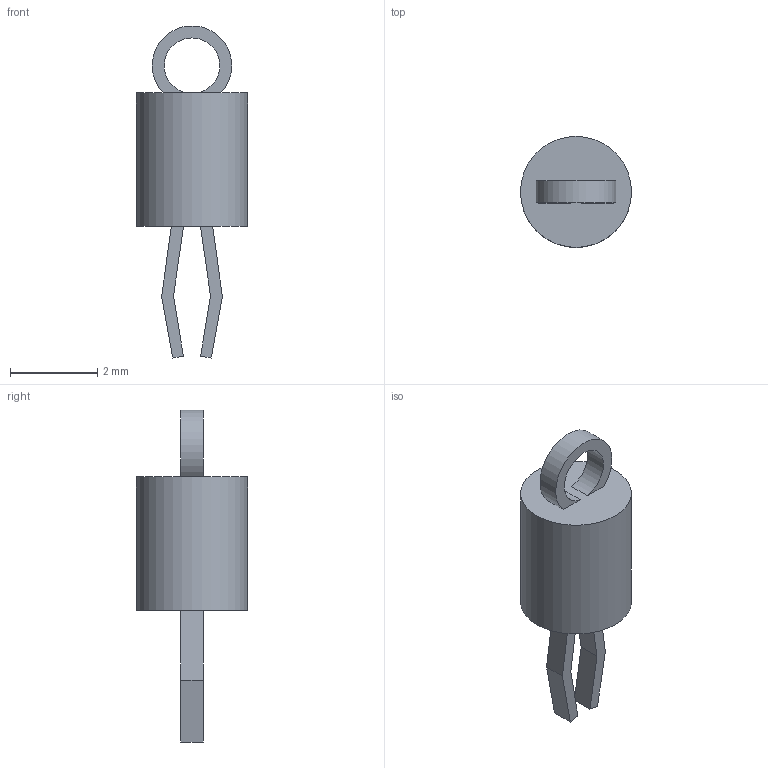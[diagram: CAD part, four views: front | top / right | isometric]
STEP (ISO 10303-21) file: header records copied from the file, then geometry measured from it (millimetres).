
FILE_DESCRIPTION(/* description */ ('Unknown'),/* implementation_level */ '2;1');
FILE_NAME(/* name */ '5116',/* time_stamp */ '2024-09-17T11:41:42+02:00',/* author */ ('Unknown'),/* organization */ ('Unknown'),/* preprocessor_version */ 'ST-DEVELOPER v18.102',/* originating_system */ 'Solid Edge',/* authorisation */ 'Unknown');
FILE_SCHEMA (('AUTOMOTIVE_DESIGN {1 0 10303 214 3 1 1}'));
Length unit declared in the file: millimetre
Products named in the file (1): 5116
Bounding box: 2.54 x 2.54 x 7.6 mm (x, y, z)
Volume: 16.8 mm3; surface area: 49.5 mm2
Topology: 1 solids, 1 shells, 21 faces, 51 edges, 34 vertices
Faces by surface type: plane 18, cylinder 3
Full cylindrical faces by diameter (mm): 2.54 x1
Entity records: 781 total; most frequent: CARTESIAN_POINT 106, ORIENTED_EDGE 100, DIRECTION 100, EDGE_CURVE 50, LINE 44, VECTOR 44, VERTEX_POINT 34, AXIS2_PLACEMENT_3D 28
